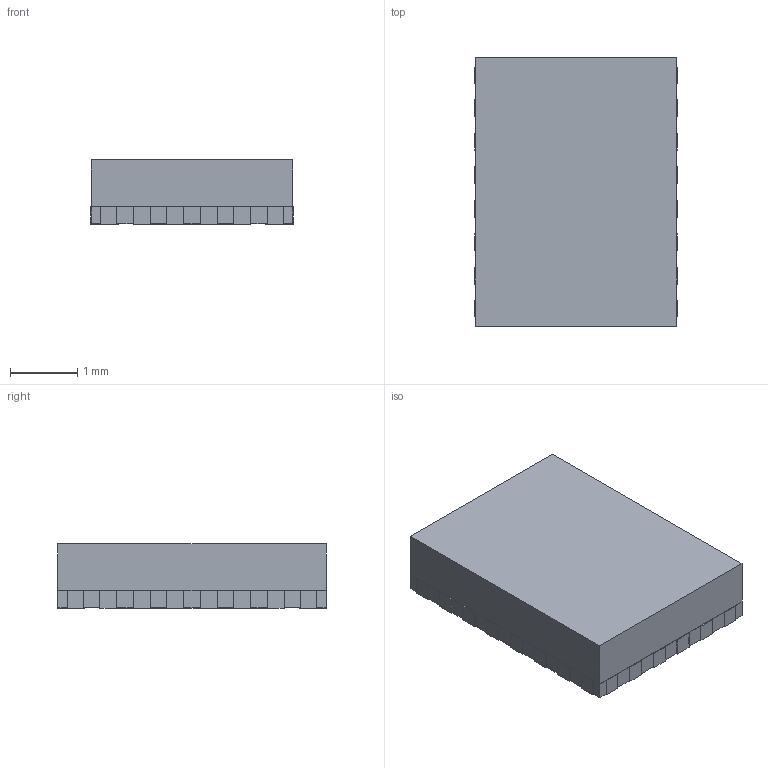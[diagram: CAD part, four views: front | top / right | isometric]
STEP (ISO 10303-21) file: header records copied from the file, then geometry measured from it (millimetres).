
FILE_DESCRIPTION(/* description */ (''),/* implementation_level */ '2;1');
FILE_NAME(/* name */ 'LT8692s.step',/* time_stamp */ '2024-04-05T00:20:31+01:00',/* author */ (''),/* organization */ (''),/* preprocessor_version */ 'ST-DEVELOPER v20',/* originating_system */ 'Autodesk Translation Framework v12.20.1.177',/* authorisation */ '');
FILE_SCHEMA (('AUTOMOTIVE_DESIGN { 1 0 10303 214 3 1 1 }'));
Length unit declared in the file: millimetre
Products named in the file (1): (Unsaved)
Bounding box: 3.02 x 4.02 x 0.96 mm (x, y, z)
Volume: 11.5 mm3; surface area: 62 mm2
Topology: 2 solids, 2 shells, 181 faces, 520 edges, 344 vertices
Faces by surface type: plane 181
Entity records: 5880 total; most frequent: CARTESIAN_POINT 1046, ORIENTED_EDGE 1040, DIRECTION 884, LINE 520, VECTOR 520, EDGE_CURVE 520, VERTEX_POINT 344, EDGE_LOOP 182
